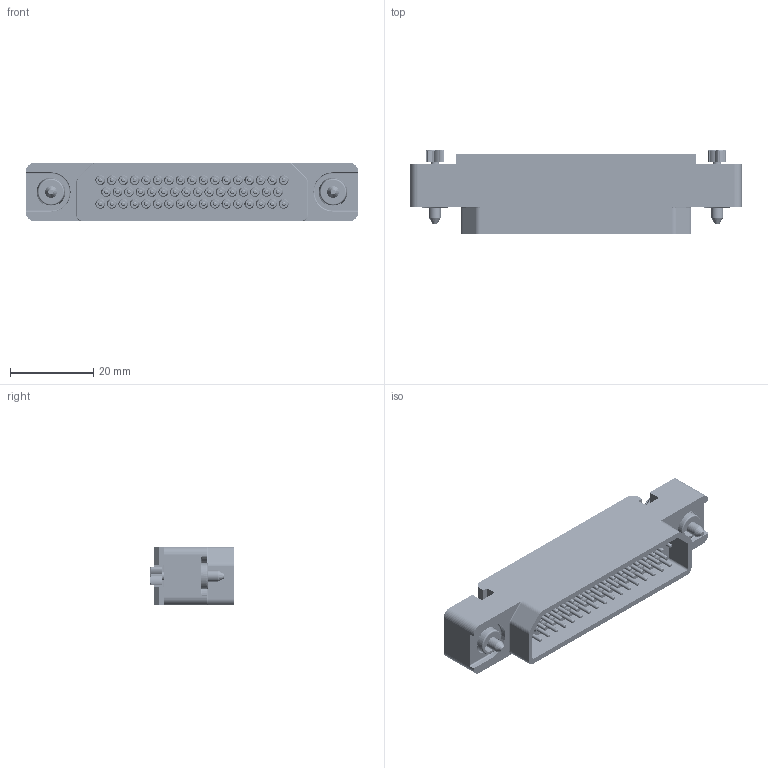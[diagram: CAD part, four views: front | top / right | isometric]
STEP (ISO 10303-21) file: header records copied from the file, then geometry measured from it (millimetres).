
FILE_DESCRIPTION((''),'2;1');
FILE_NAME('1900ND01P2A00B','2019-10-29T',('presta_be4'),(''),'CREO PARAMETRIC BY PTC INC, 2018360','CREO PARAMETRIC BY PTC INC, 2018360','');
FILE_SCHEMA(('CONFIG_CONTROL_DESIGN'));
Products named in the file (1): 1900ND01P2A00B
Bounding box: 80 x 20.16 x 14 mm (x, y, z)
Volume: 11688.6 mm3; surface area: 14157.3 mm2
Topology: 22 solids, 26 shells, 4543 faces, 10943 edges, 6956 vertices
Faces by surface type: plane 2075, cylinder 1466, cone 578, torus 258, sphere 108, bspline 30, extrusion 28
Entity records: 162190 total; most frequent: CARTESIAN_POINT 54282, DIRECTION 22973, ORIENTED_EDGE 21846, EDGE_CURVE 10923, AXIS2_PLACEMENT_3D 8274, VERTEX_POINT 6956, VECTOR 6425, LINE 6397
